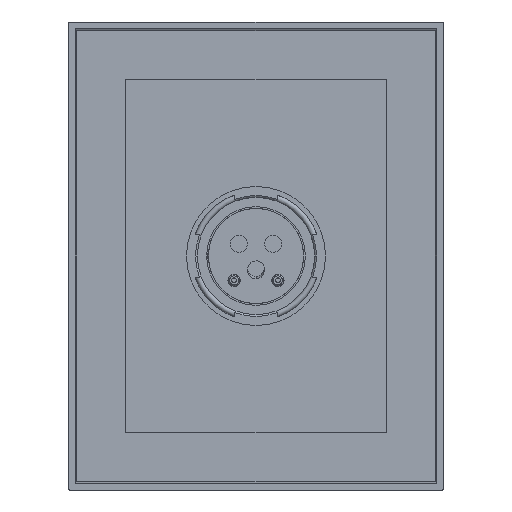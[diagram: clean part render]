
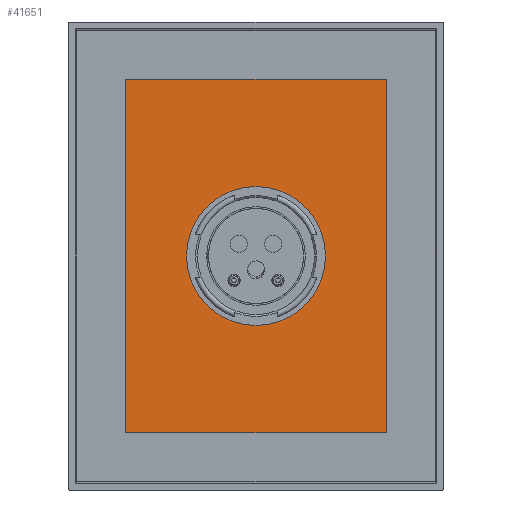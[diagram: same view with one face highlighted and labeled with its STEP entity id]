
A CAD part, front view. The second image highlights one B-rep face of the part: STEP entity #41651.
In plain terms, the highlighted planar face has unit normal (0, -1, 0).
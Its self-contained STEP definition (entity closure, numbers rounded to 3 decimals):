
#40528=DIRECTION('',(-1.,0.,0.));
#40529=VECTOR('',#40528,107.);
#40530=CARTESIAN_POINT('',(53.5,56.5,-72.5));
#40531=LINE('',#40530,#40529);
#40532=DIRECTION('',(0.,0.,1.));
#40533=VECTOR('',#40532,145.);
#40534=CARTESIAN_POINT('',(-53.5,56.5,-72.5));
#40535=LINE('',#40534,#40533);
#40536=DIRECTION('',(1.,0.,0.));
#40537=VECTOR('',#40536,107.);
#40538=CARTESIAN_POINT('',(-53.5,56.5,72.5));
#40539=LINE('',#40538,#40537);
#40540=DIRECTION('',(0.,0.,-1.));
#40541=VECTOR('',#40540,145.);
#40542=CARTESIAN_POINT('',(53.5,56.5,72.5));
#40543=LINE('',#40542,#40541);
#40544=CARTESIAN_POINT('',(0.,56.5,0.));
#40545=DIRECTION('',(0.,-1.,0.));
#40546=DIRECTION('',(1.,0.,0.));
#40547=AXIS2_PLACEMENT_3D('',#40544,#40545,#40546);
#40549=CARTESIAN_POINT('',(0.,56.5,0.));
#40550=DIRECTION('',(0.,-1.,0.));
#40551=DIRECTION('',(-1.,0.,0.));
#40552=AXIS2_PLACEMENT_3D('',#40549,#40550,#40551);
#40866=CARTESIAN_POINT('',(28.5,56.5,0.));
#40867=CARTESIAN_POINT('',(-28.5,56.5,0.));
#40868=VERTEX_POINT('',#40866);
#40869=VERTEX_POINT('',#40867);
#41002=CARTESIAN_POINT('',(53.5,56.5,-72.5));
#41003=CARTESIAN_POINT('',(-53.5,56.5,-72.5));
#41004=VERTEX_POINT('',#41002);
#41005=VERTEX_POINT('',#41003);
#41006=CARTESIAN_POINT('',(53.5,56.5,72.5));
#41007=VERTEX_POINT('',#41006);
#41008=CARTESIAN_POINT('',(-53.5,56.5,72.5));
#41009=VERTEX_POINT('',#41008);
#41631=CARTESIAN_POINT('',(0.,56.5,0.));
#41632=DIRECTION('',(0.,1.,0.));
#41633=DIRECTION('',(1.,0.,0.));
#41634=AXIS2_PLACEMENT_3D('',#41631,#41632,#41633);
#41635=PLANE('',#41634);
#41636=ORIENTED_EDGE('',*,*,#41614,.T.);
#41638=ORIENTED_EDGE('',*,*,#41637,.T.);
#41640=ORIENTED_EDGE('',*,*,#41639,.T.);
#41642=ORIENTED_EDGE('',*,*,#41641,.T.);
#41643=EDGE_LOOP('',(#41636,#41638,#41640,#41642));
#41644=FACE_OUTER_BOUND('',#41643,.F.);
#41646=ORIENTED_EDGE('',*,*,#41645,.T.);
#41648=ORIENTED_EDGE('',*,*,#41647,.T.);
#41649=EDGE_LOOP('',(#41646,#41648));
#41650=FACE_BOUND('',#41649,.F.);
#41651=ADVANCED_FACE('',(#41644,#41650),#41635,.F.);
#40548=CIRCLE('',#40547,28.5);
#40553=CIRCLE('',#40552,28.5);
#41614=EDGE_CURVE('',#41004,#41005,#40531,.T.);
#41637=EDGE_CURVE('',#41005,#41009,#40535,.T.);
#41639=EDGE_CURVE('',#41009,#41007,#40539,.T.);
#41641=EDGE_CURVE('',#41007,#41004,#40543,.T.);
#41645=EDGE_CURVE('',#40868,#40869,#40548,.T.);
#41647=EDGE_CURVE('',#40869,#40868,#40553,.T.);
